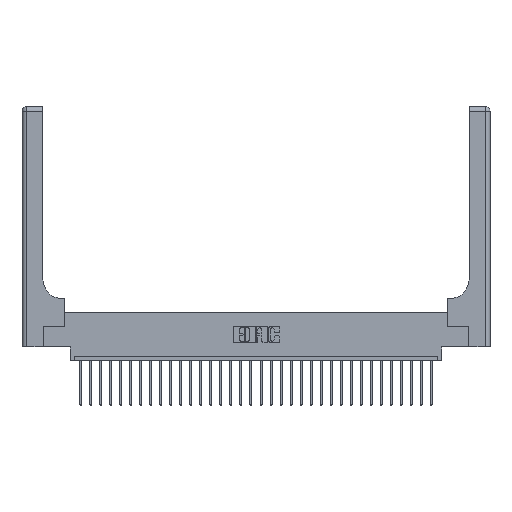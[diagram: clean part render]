
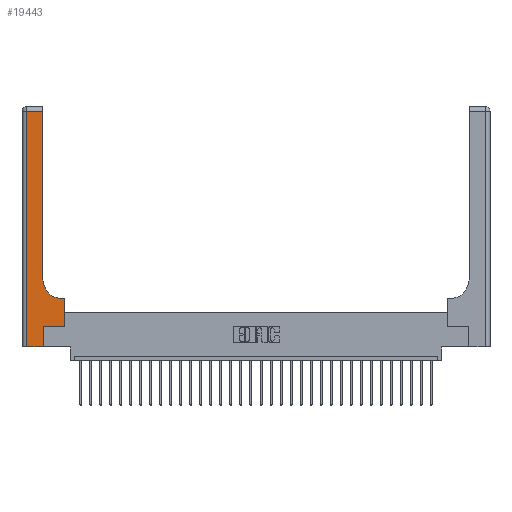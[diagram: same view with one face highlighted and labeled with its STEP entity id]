
A CAD part, top view. The second image highlights one B-rep face of the part: STEP entity #19443.
In plain terms, the highlighted planar face has unit normal (0, 0, 1).
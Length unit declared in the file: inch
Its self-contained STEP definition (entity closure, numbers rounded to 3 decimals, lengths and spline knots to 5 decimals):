
#260 = VECTOR ( 'NONE', #7345, 39.37008 ) ;
#595 = LINE ( 'NONE', #20501, #23171 ) ;
#2438 = PLANE ( 'NONE',  #7179 ) ;
#2883 = CARTESIAN_POINT ( 'NONE',  ( 0., 2.94, 0.37 ) ) ;
#3119 = DIRECTION ( 'NONE',  ( 0., 1., 0. ) ) ;
#3488 = EDGE_LOOP ( 'NONE', ( #17007, #6633, #6703, #11284, #20999, #23731, #19014, #23264, #8524 ) ) ;
#3636 = VERTEX_POINT ( 'NONE', #15733 ) ;
#3760 = CARTESIAN_POINT ( 'NONE',  ( 0.265, 0., 0.37 ) ) ;
#4363 = CARTESIAN_POINT ( 'NONE',  ( 0.06, 3., 0.37 ) ) ;
#4624 = VECTOR ( 'NONE', #13934, 39.37008 ) ;
#4757 = CARTESIAN_POINT ( 'NONE',  ( 0., 0., 0.37 ) ) ;
#4861 = EDGE_CURVE ( 'NONE', #7350, #23614, #5073, .T. ) ;
#5073 = LINE ( 'NONE', #2883, #28625 ) ;
#5543 = LINE ( 'NONE', #3760, #27156 ) ;
#5723 = CARTESIAN_POINT ( 'NONE',  ( 0.51, 0.85, 0.37 ) ) ;
#5725 = CARTESIAN_POINT ( 'NONE',  ( 0.528, 0.25, 0.37 ) ) ;
#6081 = EDGE_CURVE ( 'NONE', #3636, #17440, #5543, .T. ) ;
#6164 = CIRCLE ( 'NONE', #27659, 0.25 ) ;
#6324 = EDGE_CURVE ( 'NONE', #10036, #15102, #11923, .T. ) ;
#6633 = ORIENTED_EDGE ( 'NONE', *, *, #4861, .T. ) ;
#6703 = ORIENTED_EDGE ( 'NONE', *, *, #25250, .T. ) ;
#7076 = CARTESIAN_POINT ( 'NONE',  ( 0.06, 2.94, 0.37 ) ) ;
#7081 = LINE ( 'NONE', #4757, #15335 ) ;
#7179 = AXIS2_PLACEMENT_3D ( 'NONE', #26689, #15567, #27139 ) ;
#7345 = DIRECTION ( 'NONE',  ( 1., 0., 0. ) ) ;
#7350 = VERTEX_POINT ( 'NONE', #12279 ) ;
#7673 = CARTESIAN_POINT ( 'NONE',  ( 0.06, 0., 0.37 ) ) ;
#7753 = DIRECTION ( 'NONE',  ( 1., 0., 0. ) ) ;
#8524 = ORIENTED_EDGE ( 'NONE', *, *, #15180, .T. ) ;
#9162 = VERTEX_POINT ( 'NONE', #5725 ) ;
#9241 = LINE ( 'NONE', #14070, #4624 ) ;
#10036 = VERTEX_POINT ( 'NONE', #25731 ) ;
#10765 = LINE ( 'NONE', #4363, #12782 ) ;
#11284 = ORIENTED_EDGE ( 'NONE', *, *, #11916, .T. ) ;
#11876 = DIRECTION ( 'NONE',  ( 1., 0., 0. ) ) ;
#11912 = EDGE_CURVE ( 'NONE', #15101, #7350, #9241, .T. ) ;
#11916 = EDGE_CURVE ( 'NONE', #21142, #3636, #7081, .T. ) ;
#11923 = LINE ( 'NONE', #27022, #24824 ) ;
#11983 = CARTESIAN_POINT ( 'NONE',  ( 0.265, 0.25, 0.37 ) ) ;
#12279 = CARTESIAN_POINT ( 'NONE',  ( 0.26, 2.94, 0.37 ) ) ;
#12782 = VECTOR ( 'NONE', #19885, 39.37008 ) ;
#13698 = DIRECTION ( 'NONE',  ( -1., 0., 0. ) ) ;
#13934 = DIRECTION ( 'NONE',  ( 0., 1., 0. ) ) ;
#14070 = CARTESIAN_POINT ( 'NONE',  ( 0.26, 3., 0.37 ) ) ;
#15101 = VERTEX_POINT ( 'NONE', #27240 ) ;
#15102 = VERTEX_POINT ( 'NONE', #22967 ) ;
#15180 = EDGE_CURVE ( 'NONE', #15102, #15101, #6164, .T. ) ;
#15335 = VECTOR ( 'NONE', #11876, 39.37008 ) ;
#15567 = DIRECTION ( 'NONE',  ( 0., 0., -1. ) ) ;
#15733 = CARTESIAN_POINT ( 'NONE',  ( 0.265, 0., 0.37 ) ) ;
#16002 = DIRECTION ( 'NONE',  ( -1., 0., 0. ) ) ;
#17007 = ORIENTED_EDGE ( 'NONE', *, *, #11912, .T. ) ;
#17440 = VERTEX_POINT ( 'NONE', #11983 ) ;
#17777 = FACE_OUTER_BOUND ( 'NONE', #3488, .T. ) ;
#19014 = ORIENTED_EDGE ( 'NONE', *, *, #23875, .T. ) ;
#19443 = ADVANCED_FACE ( 'NONE', ( #17777 ), #2438, .F. ) ;
#19885 = DIRECTION ( 'NONE',  ( 0., -1., 0. ) ) ;
#20501 = CARTESIAN_POINT ( 'NONE',  ( 0.528, 0.25, 0.37 ) ) ;
#20999 = ORIENTED_EDGE ( 'NONE', *, *, #6081, .T. ) ;
#21142 = VERTEX_POINT ( 'NONE', #7673 ) ;
#22704 = LINE ( 'NONE', #23397, #260 ) ;
#22967 = CARTESIAN_POINT ( 'NONE',  ( 0.51, 0.6, 0.37 ) ) ;
#23171 = VECTOR ( 'NONE', #3119, 39.37008 ) ;
#23264 = ORIENTED_EDGE ( 'NONE', *, *, #6324, .T. ) ;
#23397 = CARTESIAN_POINT ( 'NONE',  ( 0.265, 0.25, 0.37 ) ) ;
#23614 = VERTEX_POINT ( 'NONE', #7076 ) ;
#23731 = ORIENTED_EDGE ( 'NONE', *, *, #27360, .T. ) ;
#23875 = EDGE_CURVE ( 'NONE', #9162, #10036, #595, .T. ) ;
#24824 = VECTOR ( 'NONE', #13698, 39.37008 ) ;
#25250 = EDGE_CURVE ( 'NONE', #23614, #21142, #10765, .T. ) ;
#25731 = CARTESIAN_POINT ( 'NONE',  ( 0.528, 0.6, 0.37 ) ) ;
#25992 = DIRECTION ( 'NONE',  ( 0., 1., 0. ) ) ;
#26689 = CARTESIAN_POINT ( 'NONE',  ( 0., 3., 0.37 ) ) ;
#27022 = CARTESIAN_POINT ( 'NONE',  ( 0.26, 0.6, 0.37 ) ) ;
#27139 = DIRECTION ( 'NONE',  ( -1., 0., 0. ) ) ;
#27156 = VECTOR ( 'NONE', #25992, 39.37008 ) ;
#27240 = CARTESIAN_POINT ( 'NONE',  ( 0.26, 0.85, 0.37 ) ) ;
#27360 = EDGE_CURVE ( 'NONE', #17440, #9162, #22704, .T. ) ;
#27659 = AXIS2_PLACEMENT_3D ( 'NONE', #5723, #28385, #7753 ) ;
#28385 = DIRECTION ( 'NONE',  ( 0., 0., -1. ) ) ;
#28625 = VECTOR ( 'NONE', #16002, 39.37008 ) ;
